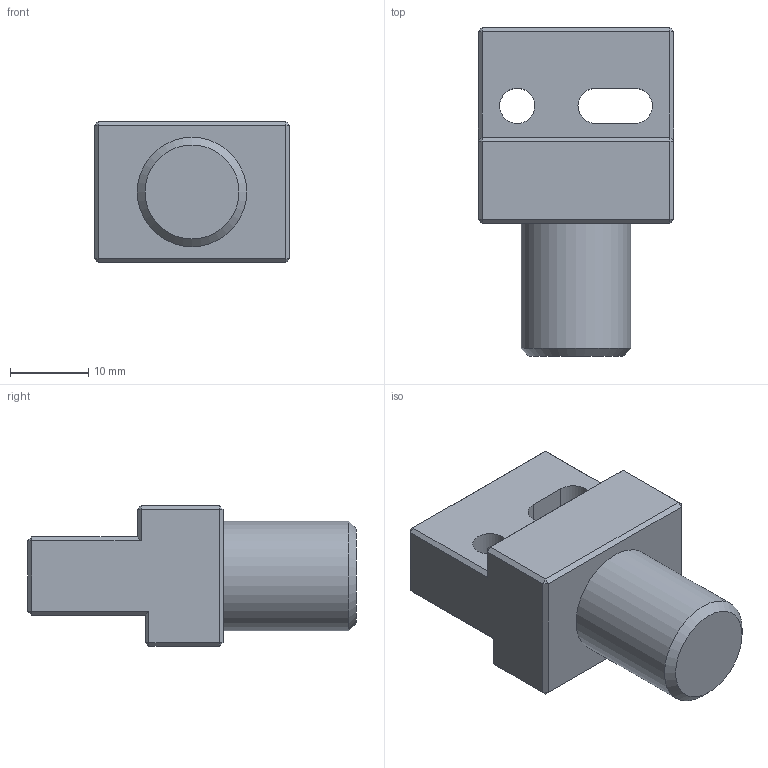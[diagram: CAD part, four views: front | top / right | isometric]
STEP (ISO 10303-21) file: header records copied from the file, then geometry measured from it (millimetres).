
FILE_DESCRIPTION((''),'2;1');
FILE_NAME('SH-BEK.stp','2012-02-01T10:52:28',('lck'),(''),'Autodesk Inventor 2012','Autodesk Inventor 2012','');
FILE_SCHEMA(('AUTOMOTIVE_DESIGN { 1 0 10303 214 1 1 1 1 }'));
Length unit declared in the file: millimetre
Products named in the file (1): Halter BEK
Bounding box: 25 x 42 x 18 mm (x, y, z)
Volume: 10363.5 mm3; surface area: 3717.7 mm2
Topology: 1 solids, 1 shells, 52 faces, 107 edges, 58 vertices
Faces by surface type: plane 47, cylinder 4, cone 1
Full cylindrical faces by diameter (mm): 4.5 x1, 14 x1
Entity records: 1310 total; most frequent: DIRECTION 218, CARTESIAN_POINT 213, ORIENTED_EDGE 206, EDGE_CURVE 103, VECTOR 94, LINE 94, AXIS2_PLACEMENT_3D 62, EDGE_LOOP 60
